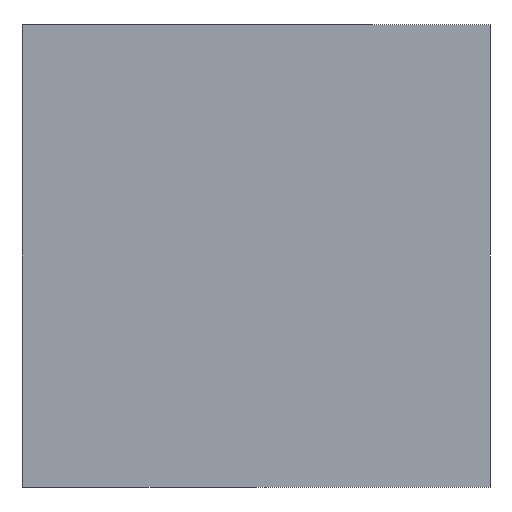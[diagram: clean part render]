
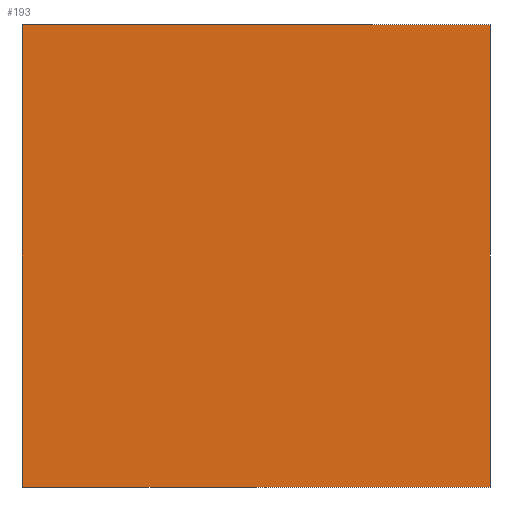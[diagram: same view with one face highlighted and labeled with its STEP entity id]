
A CAD part, left-side view. The second image highlights one B-rep face of the part: STEP entity #193.
In plain terms, the highlighted planar face has unit normal (-1, 0, 0).
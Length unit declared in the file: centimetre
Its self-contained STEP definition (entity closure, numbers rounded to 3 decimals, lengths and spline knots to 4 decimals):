
#23=FACE_OUTER_BOUND('',#34,.T.);
#34=EDGE_LOOP('',(#155,#156,#157,#158));
#57=LINE('',#298,#81);
#58=LINE('',#301,#82);
#59=LINE('',#303,#83);
#60=LINE('',#304,#84);
#81=VECTOR('',#244,1.);
#82=VECTOR('',#247,1.);
#83=VECTOR('',#248,1.);
#84=VECTOR('',#249,1.);
#99=VERTEX_POINT('',#294);
#100=VERTEX_POINT('',#296);
#101=VERTEX_POINT('',#300);
#102=VERTEX_POINT('',#302);
#121=EDGE_CURVE('',#99,#100,#57,.T.);
#122=EDGE_CURVE('',#101,#99,#58,.T.);
#123=EDGE_CURVE('',#102,#100,#59,.F.);
#124=EDGE_CURVE('',#101,#102,#60,.T.);
#155=ORIENTED_EDGE('',*,*,#122,.T.);
#156=ORIENTED_EDGE('',*,*,#121,.T.);
#157=ORIENTED_EDGE('',*,*,#123,.F.);
#158=ORIENTED_EDGE('',*,*,#124,.F.);
#182=PLANE('',#206);
#193=ADVANCED_FACE('',(#23),#182,.T.);
#206=AXIS2_PLACEMENT_3D('',#299,#245,#246);
#244=DIRECTION('',(0.,0.,-1.));
#245=DIRECTION('center_axis',(-1.,0.,0.));
#246=DIRECTION('ref_axis',(0.,1.,0.));
#247=DIRECTION('',(0.,1.,0.));
#248=DIRECTION('',(0.,-1.,0.));
#249=DIRECTION('',(0.,0.,-1.));
#294=CARTESIAN_POINT('',(-2.0117,3.4383,0.));
#296=CARTESIAN_POINT('',(-2.0117,3.4383,-4.55));
#298=CARTESIAN_POINT('',(-2.0117,3.4383,0.));
#299=CARTESIAN_POINT('Origin',(-2.0117,-1.1117,0.));
#300=CARTESIAN_POINT('',(-2.0117,-1.1617,0.));
#301=CARTESIAN_POINT('',(-2.0117,0.0133,0.));
#302=CARTESIAN_POINT('',(-2.0117,-1.1617,-4.55));
#303=CARTESIAN_POINT('',(-2.0117,0.0133,-4.55));
#304=CARTESIAN_POINT('',(-2.0117,-1.1617,0.));
